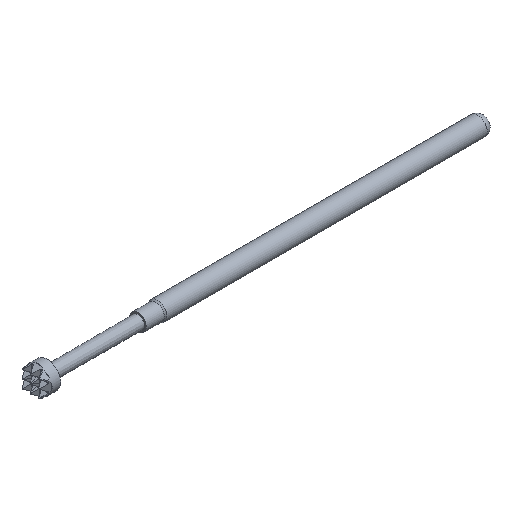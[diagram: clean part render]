
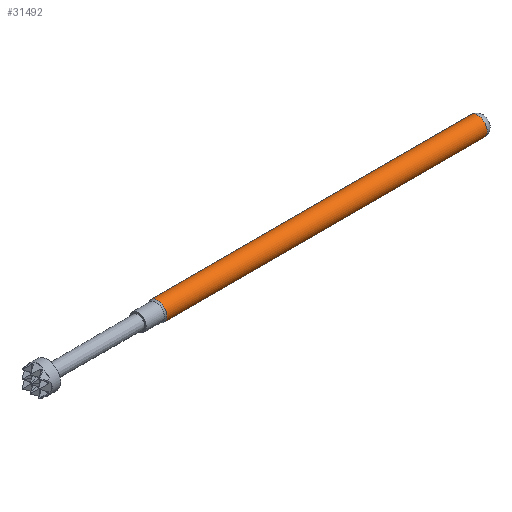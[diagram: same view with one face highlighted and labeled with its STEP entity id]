
A CAD part, isometric view. The second image highlights one B-rep face of the part: STEP entity #31492.
In plain terms, the highlighted cylindrical face has radius 0.683 mm (diameter 1.367 mm), a full revolution.
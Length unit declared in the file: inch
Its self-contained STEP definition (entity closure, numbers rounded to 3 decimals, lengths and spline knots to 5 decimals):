
#242 = CYLINDRICAL_SURFACE ( 'NONE', #30811, 0.0269 ) ;
#1205 = AXIS2_PLACEMENT_3D ( 'NONE', #54084, #3874, #33324 ) ;
#2199 = VERTEX_POINT ( 'NONE', #10344 ) ;
#3874 = DIRECTION ( 'NONE',  ( 1., 0., 0. ) ) ;
#10344 = CARTESIAN_POINT ( 'NONE',  ( 0.0565, 0.0269, 0. ) ) ;
#10591 = AXIS2_PLACEMENT_3D ( 'NONE', #16764, #30234, #20415 ) ;
#16764 = CARTESIAN_POINT ( 'NONE',  ( 0.9803, 0., 0. ) ) ;
#18762 = CARTESIAN_POINT ( 'NONE',  ( 0.9803, 0., -0.0269 ) ) ;
#19482 = EDGE_CURVE ( 'NONE', #2199, #2199, #37928, .T. ) ;
#20415 = DIRECTION ( 'NONE',  ( 0., 0., -1. ) ) ;
#26055 = DIRECTION ( 'NONE',  ( -1., 0., 0. ) ) ;
#30234 = DIRECTION ( 'NONE',  ( -1., 0., 0. ) ) ;
#30262 = FACE_OUTER_BOUND ( 'NONE', #36789, .T. ) ;
#30811 = AXIS2_PLACEMENT_3D ( 'NONE', #47371, #26055, #46527 ) ;
#31492 = ADVANCED_FACE ( 'NONE', ( #30262, #42034 ), #242, .T. ) ;
#32997 = EDGE_LOOP ( 'NONE', ( #37936 ) ) ;
#33324 = DIRECTION ( 'NONE',  ( 0., 1., 0. ) ) ;
#36789 = EDGE_LOOP ( 'NONE', ( #39268 ) ) ;
#37928 = CIRCLE ( 'NONE', #1205, 0.0269 ) ;
#37936 = ORIENTED_EDGE ( 'NONE', *, *, #51314, .T. ) ;
#39268 = ORIENTED_EDGE ( 'NONE', *, *, #19482, .T. ) ;
#42034 = FACE_OUTER_BOUND ( 'NONE', #32997, .T. ) ;
#44289 = VERTEX_POINT ( 'NONE', #18762 ) ;
#46527 = DIRECTION ( 'NONE',  ( 0., 0., 1. ) ) ;
#47371 = CARTESIAN_POINT ( 'NONE',  ( 1.0003, 0., 0. ) ) ;
#49103 = CIRCLE ( 'NONE', #10591, 0.0269 ) ;
#51314 = EDGE_CURVE ( 'NONE', #44289, #44289, #49103, .T. ) ;
#54084 = CARTESIAN_POINT ( 'NONE',  ( 0.0565, 0., 0. ) ) ;
